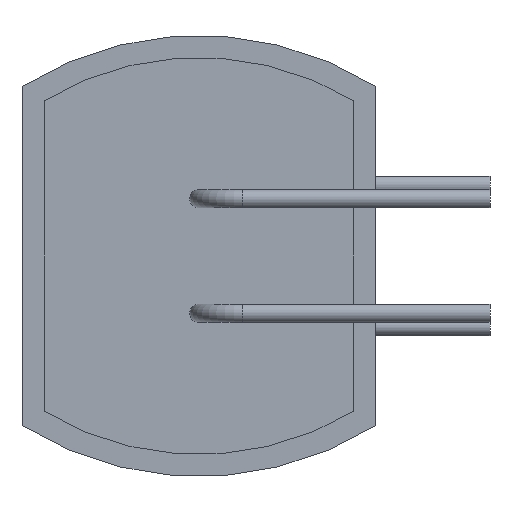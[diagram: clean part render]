
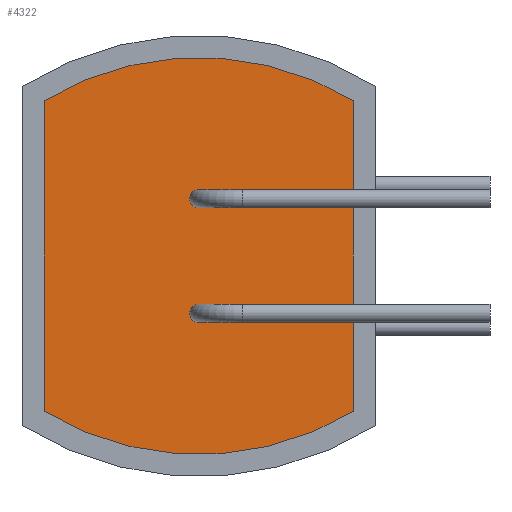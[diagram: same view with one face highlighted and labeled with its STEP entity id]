
A CAD part, front view. The second image highlights one B-rep face of the part: STEP entity #4322.
In plain terms, the highlighted planar face has unit normal (0, -1, 0).
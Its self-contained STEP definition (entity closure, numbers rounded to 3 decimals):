
#4002 = VERTEX_POINT('',#4003);
#4003 = CARTESIAN_POINT('',(3.5,-4.99,3.522));
#4009 = EDGE_CURVE('',#4002,#4010,#4012,.T.);
#4010 = VERTEX_POINT('',#4011);
#4011 = CARTESIAN_POINT('',(-3.5,-4.99,3.522));
#4012 = CIRCLE('',#4013,6.75);
#4013 = AXIS2_PLACEMENT_3D('',#4014,#4015,#4016);
#4014 = CARTESIAN_POINT('',(0.,-4.99,-2.25));
#4015 = DIRECTION('',(0.,-1.,0.));
#4016 = DIRECTION('',(1.,0.,0.));
#4034 = EDGE_CURVE('',#4010,#4035,#4037,.T.);
#4035 = VERTEX_POINT('',#4036);
#4036 = CARTESIAN_POINT('',(-3.5,-4.99,-3.522));
#4037 = LINE('',#4038,#4039);
#4038 = CARTESIAN_POINT('',(-3.5,-4.99,3.522));
#4039 = VECTOR('',#4040,1.);
#4040 = DIRECTION('',(0.,0.,-1.));
#4058 = EDGE_CURVE('',#4035,#4059,#4061,.T.);
#4059 = VERTEX_POINT('',#4060);
#4060 = CARTESIAN_POINT('',(3.5,-4.99,-3.522));
#4061 = CIRCLE('',#4062,6.75);
#4062 = AXIS2_PLACEMENT_3D('',#4063,#4064,#4065);
#4063 = CARTESIAN_POINT('',(0.,-4.99,2.25));
#4064 = DIRECTION('',(0.,-1.,0.));
#4065 = DIRECTION('',(1.,0.,0.));
#4083 = EDGE_CURVE('',#4002,#4059,#4084,.T.);
#4084 = LINE('',#4085,#4086);
#4085 = CARTESIAN_POINT('',(3.5,-4.99,3.522));
#4086 = VECTOR('',#4087,1.);
#4087 = DIRECTION('',(0.,0.,-1.));
#4322 = ADVANCED_FACE('',(#4323,#4329,#4340),#4351,.T.);
#4323 = FACE_BOUND('',#4324,.T.);
#4324 = EDGE_LOOP('',(#4325,#4326,#4327,#4328));
#4325 = ORIENTED_EDGE('',*,*,#4009,.T.);
#4326 = ORIENTED_EDGE('',*,*,#4034,.T.);
#4327 = ORIENTED_EDGE('',*,*,#4058,.T.);
#4328 = ORIENTED_EDGE('',*,*,#4083,.F.);
#4329 = FACE_BOUND('',#4330,.T.);
#4330 = EDGE_LOOP('',(#4331));
#4331 = ORIENTED_EDGE('',*,*,#4332,.F.);
#4332 = EDGE_CURVE('',#4333,#4333,#4335,.T.);
#4333 = VERTEX_POINT('',#4334);
#4334 = CARTESIAN_POINT('',(0.208,-4.99,-1.3));
#4335 = CIRCLE('',#4336,0.208);
#4336 = AXIS2_PLACEMENT_3D('',#4337,#4338,#4339);
#4337 = CARTESIAN_POINT('',(0.,-4.99,-1.3));
#4338 = DIRECTION('',(0.,-1.,0.));
#4339 = DIRECTION('',(1.,0.,0.));
#4340 = FACE_BOUND('',#4341,.T.);
#4341 = EDGE_LOOP('',(#4342));
#4342 = ORIENTED_EDGE('',*,*,#4343,.F.);
#4343 = EDGE_CURVE('',#4344,#4344,#4346,.T.);
#4344 = VERTEX_POINT('',#4345);
#4345 = CARTESIAN_POINT('',(0.208,-4.99,1.3));
#4346 = CIRCLE('',#4347,0.208);
#4347 = AXIS2_PLACEMENT_3D('',#4348,#4349,#4350);
#4348 = CARTESIAN_POINT('',(0.,-4.99,1.3));
#4349 = DIRECTION('',(0.,-1.,0.));
#4350 = DIRECTION('',(1.,0.,0.));
#4351 = PLANE('',#4352);
#4352 = AXIS2_PLACEMENT_3D('',#4353,#4354,#4355);
#4353 = CARTESIAN_POINT('',(0.,-4.99,0.));
#4354 = DIRECTION('',(0.,-1.,0.));
#4355 = DIRECTION('',(0.,0.,-1.));
